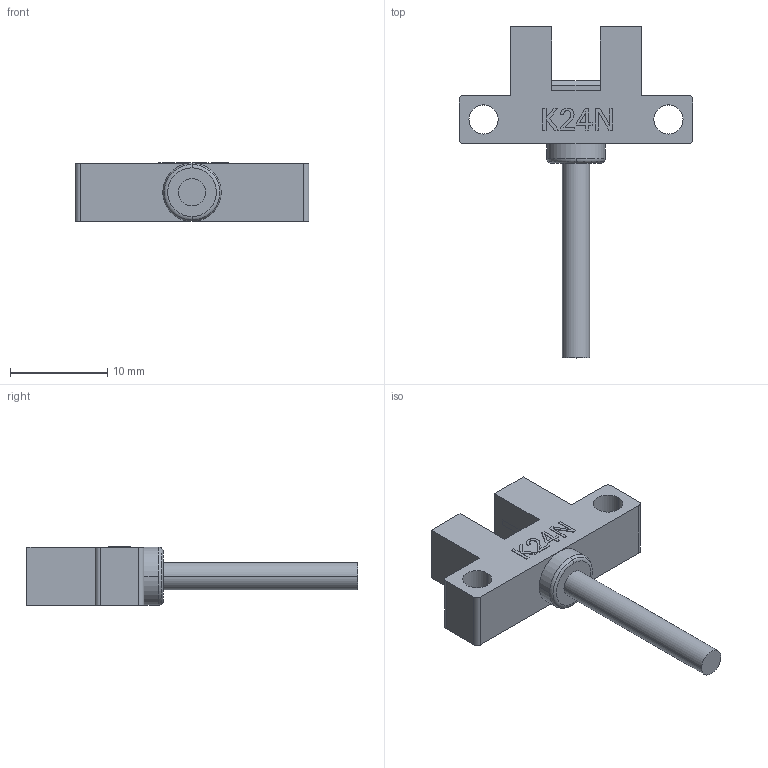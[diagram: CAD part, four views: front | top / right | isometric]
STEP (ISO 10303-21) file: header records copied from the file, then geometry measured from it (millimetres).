
FILE_DESCRIPTION((''),'2;1');
FILE_NAME('K24N','2022-08-26T14:36:18',('Administrator'),(''),'CREO PARAMETRIC BY PTC INC, 2021023','CREO PARAMETRIC BY PTC INC, 2021023','');
FILE_SCHEMA(('AUTOMOTIVE_DESIGN { 1 0 10303 214 1 1 1 1 }'));
Length unit declared in the file: millimetre
Products named in the file (1): K24N
Bounding box: 24 x 34.1 x 6.05 mm (x, y, z)
Volume: 1202.5 mm3; surface area: 1163.6 mm2
Topology: 1 solids, 1 shells, 117 faces, 322 edges, 215 vertices
Faces by surface type: plane 86, extrusion 15, cylinder 12, torus 4
Entity records: 5974 total; most frequent: CARTESIAN_POINT 773, ORIENTED_EDGE 644, DIRECTION 548, PRESENTATION_STYLE_ASSIGNMENT 454, STYLED_ITEM 388, CURVE_STYLE 337, EDGE_CURVE 322, VECTOR 270
